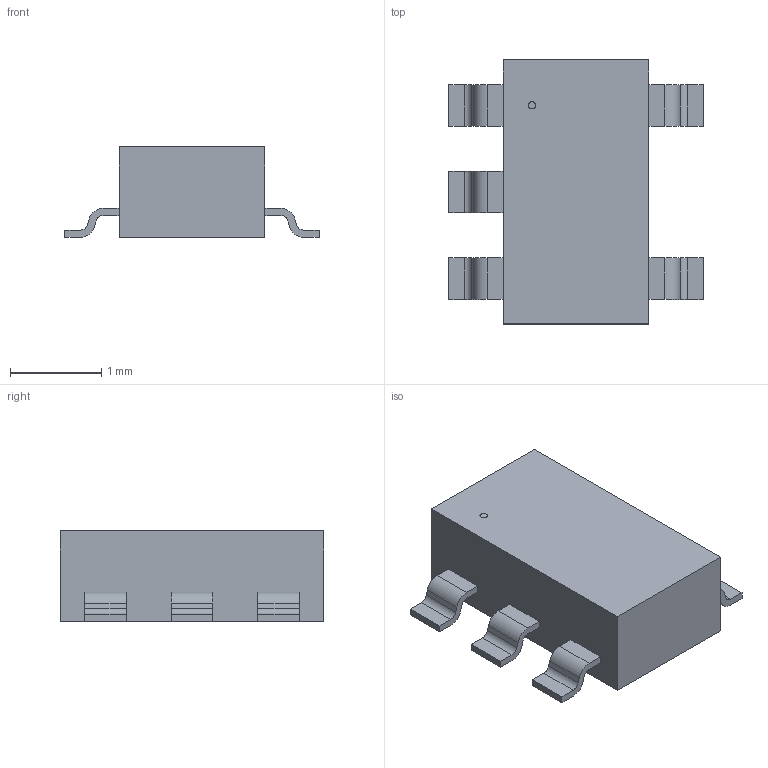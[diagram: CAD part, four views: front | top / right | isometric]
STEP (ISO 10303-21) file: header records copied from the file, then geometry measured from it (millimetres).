
FILE_DESCRIPTION(('STEP AP214'),'1');
FILE_NAME('TSOT23-5_ONS','2022-08-02T11:43:46',(''),(''),'','','');
FILE_SCHEMA(('AUTOMOTIVE_DESIGN'));
Length unit declared in the file: millimetre
Products named in the file (1): product
Bounding box: 2.79 x 2.9 x 0.99 mm (x, y, z)
Volume: 4.7 mm3; surface area: 22.5 mm2
Topology: 7 solids, 7 shells, 79 faces, 195 edges, 130 vertices
Faces by surface type: plane 58, cylinder 21
Full cylindrical faces by diameter (mm): 0.08 x1
Entity records: 2276 total; most frequent: DIRECTION 398, ORIENTED_EDGE 388, CARTESIAN_POINT 233, EDGE_CURVE 194, LINE 152, VECTOR 152, VERTEX_POINT 130, AXIS2_PLACEMENT_3D 123
